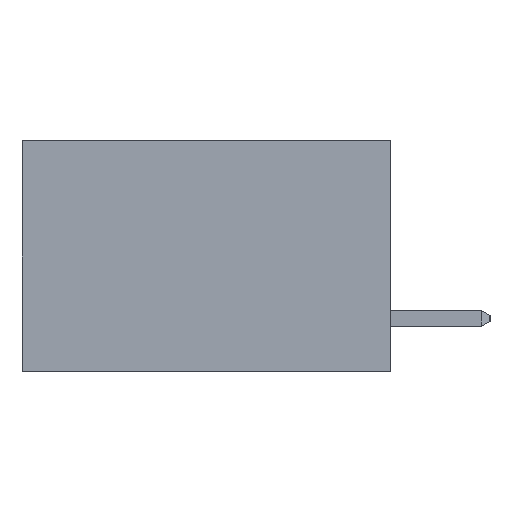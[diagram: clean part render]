
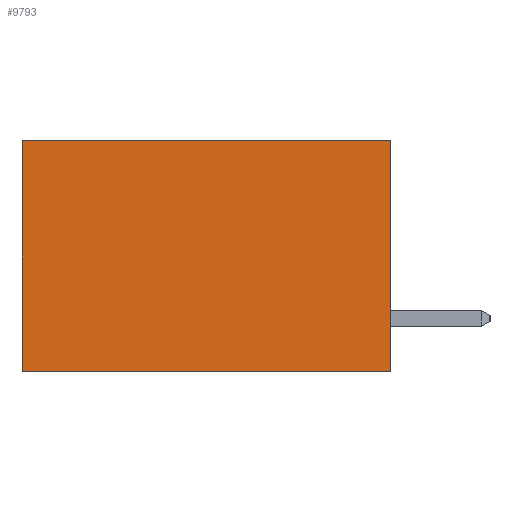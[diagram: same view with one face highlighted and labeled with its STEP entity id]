
A CAD part, left-side view. The second image highlights one B-rep face of the part: STEP entity #9793.
In plain terms, the highlighted planar face has unit normal (-1, 0, 0).
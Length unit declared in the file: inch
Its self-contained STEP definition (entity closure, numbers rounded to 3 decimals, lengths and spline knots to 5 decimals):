
#2000 = DIRECTION ( 'NONE',  ( 0., 0., -1. ) ) ;
#2433 = LINE ( 'NONE', #13903, #25314 ) ;
#3091 = EDGE_CURVE ( 'NONE', #27998, #26798, #21919, .T. ) ;
#3675 = PLANE ( 'NONE',  #13092 ) ;
#4664 = FACE_OUTER_BOUND ( 'NONE', #24257, .T. ) ;
#4883 = VECTOR ( 'NONE', #19417, 39.37008 ) ;
#5891 = DIRECTION ( 'NONE',  ( 1., 0., 0. ) ) ;
#6378 = CARTESIAN_POINT ( 'NONE',  ( 0.277, 0., -0.37 ) ) ;
#7320 = ORIENTED_EDGE ( 'NONE', *, *, #11991, .T. ) ;
#7699 = ORIENTED_EDGE ( 'NONE', *, *, #8030, .F. ) ;
#8030 = EDGE_CURVE ( 'NONE', #27998, #27111, #16255, .T. ) ;
#9457 = VECTOR ( 'NONE', #11277, 39.37008 ) ;
#9674 = VECTOR ( 'NONE', #2000, 39.37008 ) ;
#9793 = ADVANCED_FACE ( 'NONE', ( #4664 ), #3675, .F. ) ;
#11277 = DIRECTION ( 'NONE',  ( 0., 1., 0. ) ) ;
#11991 = EDGE_CURVE ( 'NONE', #26798, #17912, #2433, .T. ) ;
#13092 = AXIS2_PLACEMENT_3D ( 'NONE', #19258, #5891, #21457 ) ;
#13399 = CARTESIAN_POINT ( 'NONE',  ( 0.277, 0., -0.37 ) ) ;
#13903 = CARTESIAN_POINT ( 'NONE',  ( 0.277, 0.59, -0.37 ) ) ;
#16125 = DIRECTION ( 'NONE',  ( 0., 0., -1. ) ) ;
#16255 = LINE ( 'NONE', #6378, #9674 ) ;
#16990 = ORIENTED_EDGE ( 'NONE', *, *, #18312, .F. ) ;
#17326 = ORIENTED_EDGE ( 'NONE', *, *, #3091, .T. ) ;
#17912 = VERTEX_POINT ( 'NONE', #27355 ) ;
#18312 = EDGE_CURVE ( 'NONE', #27111, #17912, #21234, .T. ) ;
#19258 = CARTESIAN_POINT ( 'NONE',  ( 0.277, 0., -0.37 ) ) ;
#19417 = DIRECTION ( 'NONE',  ( 0., 1., 0. ) ) ;
#19734 = CARTESIAN_POINT ( 'NONE',  ( 0.277, 0., 0. ) ) ;
#21234 = LINE ( 'NONE', #22307, #9457 ) ;
#21457 = DIRECTION ( 'NONE',  ( 0., 0., -1. ) ) ;
#21919 = LINE ( 'NONE', #19734, #4883 ) ;
#22307 = CARTESIAN_POINT ( 'NONE',  ( 0.277, 0., -0.37 ) ) ;
#22822 = CARTESIAN_POINT ( 'NONE',  ( 0.277, 0., 0. ) ) ;
#23272 = CARTESIAN_POINT ( 'NONE',  ( 0.277, 0.59, 0. ) ) ;
#24257 = EDGE_LOOP ( 'NONE', ( #7320, #16990, #7699, #17326 ) ) ;
#25314 = VECTOR ( 'NONE', #16125, 39.37008 ) ;
#26798 = VERTEX_POINT ( 'NONE', #23272 ) ;
#27111 = VERTEX_POINT ( 'NONE', #13399 ) ;
#27355 = CARTESIAN_POINT ( 'NONE',  ( 0.277, 0.59, -0.37 ) ) ;
#27998 = VERTEX_POINT ( 'NONE', #22822 ) ;
